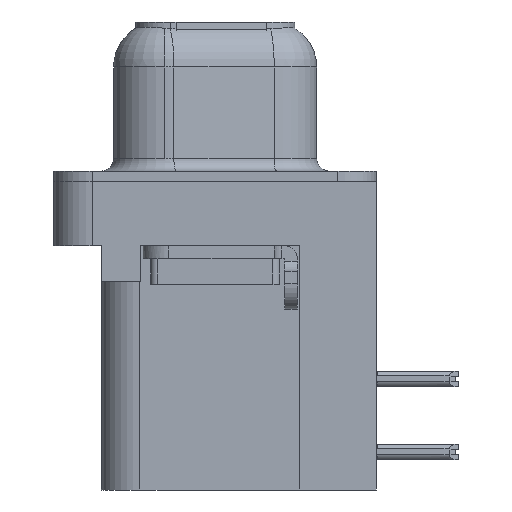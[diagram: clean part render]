
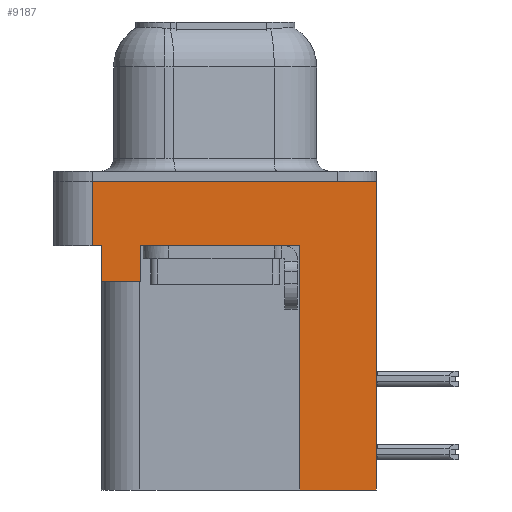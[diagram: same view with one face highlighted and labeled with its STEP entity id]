
A CAD part, left-side view. The second image highlights one B-rep face of the part: STEP entity #9187.
In plain terms, the highlighted planar face has unit normal (-1, 0, 0).
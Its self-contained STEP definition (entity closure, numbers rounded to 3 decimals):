
#149 = AXIS2_PLACEMENT_3D ( 'NONE', #13992, #7333, #18907 ) ;
#186 = EDGE_CURVE ( 'NONE', #16216, #19925, #8596, .T. ) ;
#466 = EDGE_CURVE ( 'NONE', #11445, #10917, #2773, .T. ) ;
#864 = EDGE_CURVE ( 'NONE', #10158, #8233, #14305, .T. ) ;
#897 = EDGE_CURVE ( 'NONE', #18385, #10158, #4348, .T. ) ;
#1003 = CARTESIAN_POINT ( 'NONE',  ( -2.91, -6.275, -2.5 ) ) ;
#1052 = CARTESIAN_POINT ( 'NONE',  ( -2.91, 4.775, -2.5 ) ) ;
#1173 = EDGE_CURVE ( 'NONE', #18385, #6092, #13049, .T. ) ;
#1397 = ORIENTED_EDGE ( 'NONE', *, *, #6269, .T. ) ;
#1457 = LINE ( 'NONE', #7384, #1981 ) ;
#1981 = VECTOR ( 'NONE', #17318, 1000. ) ;
#2075 = DIRECTION ( 'NONE',  ( 0., 0., 1. ) ) ;
#2394 = DIRECTION ( 'NONE',  ( 0., -1., 0. ) ) ;
#2451 = LINE ( 'NONE', #10817, #15812 ) ;
#2722 = ORIENTED_EDGE ( 'NONE', *, *, #9528, .T. ) ;
#2773 = LINE ( 'NONE', #4230, #6741 ) ;
#3337 = DIRECTION ( 'NONE',  ( 0., -1., 0. ) ) ;
#4002 = EDGE_CURVE ( 'NONE', #10593, #11445, #1457, .T. ) ;
#4230 = CARTESIAN_POINT ( 'NONE',  ( -2.91, 4.425, -3.9 ) ) ;
#4348 = LINE ( 'NONE', #20503, #12802 ) ;
#4891 = VECTOR ( 'NONE', #7603, 1000. ) ;
#5251 = CARTESIAN_POINT ( 'NONE',  ( -2.91, 4.775, -2.5 ) ) ;
#5331 = CARTESIAN_POINT ( 'NONE',  ( -2.91, -3.295, -12. ) ) ;
#5486 = CARTESIAN_POINT ( 'NONE',  ( -2.91, 2.895, -3.9 ) ) ;
#5620 = DIRECTION ( 'NONE',  ( 0., 1., 0. ) ) ;
#6092 = VERTEX_POINT ( 'NONE', #13662 ) ;
#6269 = EDGE_CURVE ( 'NONE', #16216, #10917, #2451, .T. ) ;
#6685 = CARTESIAN_POINT ( 'NONE',  ( -2.91, -6.275, -12. ) ) ;
#6741 = VECTOR ( 'NONE', #20084, 1000. ) ;
#7333 = DIRECTION ( 'NONE',  ( -1., 0., 0. ) ) ;
#7384 = CARTESIAN_POINT ( 'NONE',  ( -2.91, 4.425, -3.9 ) ) ;
#7603 = DIRECTION ( 'NONE',  ( 0., 0., 1. ) ) ;
#7803 = VECTOR ( 'NONE', #2075, 1000. ) ;
#8000 = CARTESIAN_POINT ( 'NONE',  ( -2.91, 4.775, 0. ) ) ;
#8233 = VERTEX_POINT ( 'NONE', #15053 ) ;
#8554 = VECTOR ( 'NONE', #10828, 1000. ) ;
#8596 = LINE ( 'NONE', #1052, #16886 ) ;
#9187 = ADVANCED_FACE ( 'NONE', ( #18428 ), #17265, .T. ) ;
#9528 = EDGE_CURVE ( 'NONE', #10593, #10520, #20955, .T. ) ;
#10124 = DIRECTION ( 'NONE',  ( 0., -1., 0. ) ) ;
#10158 = VERTEX_POINT ( 'NONE', #5331 ) ;
#10520 = VERTEX_POINT ( 'NONE', #15158 ) ;
#10593 = VERTEX_POINT ( 'NONE', #13563 ) ;
#10817 = CARTESIAN_POINT ( 'NONE',  ( -2.91, -6.275, -2.5 ) ) ;
#10828 = DIRECTION ( 'NONE',  ( 0., 0., 1. ) ) ;
#10917 = VERTEX_POINT ( 'NONE', #17952 ) ;
#11445 = VERTEX_POINT ( 'NONE', #11923 ) ;
#11757 = CARTESIAN_POINT ( 'NONE',  ( -2.91, -6.275, -2.5 ) ) ;
#11923 = CARTESIAN_POINT ( 'NONE',  ( -2.91, 4.425, -3.9 ) ) ;
#12222 = EDGE_CURVE ( 'NONE', #19925, #6092, #12757, .T. ) ;
#12423 = ORIENTED_EDGE ( 'NONE', *, *, #466, .F. ) ;
#12593 = LINE ( 'NONE', #11757, #20222 ) ;
#12757 = LINE ( 'NONE', #15059, #17053 ) ;
#12802 = VECTOR ( 'NONE', #5620, 1000. ) ;
#13049 = LINE ( 'NONE', #1003, #8554 ) ;
#13563 = CARTESIAN_POINT ( 'NONE',  ( -2.91, 2.895, -3.9 ) ) ;
#13662 = CARTESIAN_POINT ( 'NONE',  ( -2.91, -6.275, 0. ) ) ;
#13841 = ORIENTED_EDGE ( 'NONE', *, *, #4002, .F. ) ;
#13992 = CARTESIAN_POINT ( 'NONE',  ( -2.91, -6.275, -2.5 ) ) ;
#14305 = LINE ( 'NONE', #19091, #4891 ) ;
#14480 = DIRECTION ( 'NONE',  ( 0., 0., 1. ) ) ;
#14623 = ORIENTED_EDGE ( 'NONE', *, *, #12222, .F. ) ;
#15053 = CARTESIAN_POINT ( 'NONE',  ( -2.91, -3.295, -2.5 ) ) ;
#15059 = CARTESIAN_POINT ( 'NONE',  ( -2.91, -6.275, 0. ) ) ;
#15158 = CARTESIAN_POINT ( 'NONE',  ( -2.91, 2.895, -2.5 ) ) ;
#15165 = ORIENTED_EDGE ( 'NONE', *, *, #1173, .T. ) ;
#15812 = VECTOR ( 'NONE', #2394, 1000. ) ;
#16216 = VERTEX_POINT ( 'NONE', #5251 ) ;
#16333 = ORIENTED_EDGE ( 'NONE', *, *, #897, .F. ) ;
#16810 = ORIENTED_EDGE ( 'NONE', *, *, #864, .F. ) ;
#16886 = VECTOR ( 'NONE', #14480, 1000. ) ;
#17053 = VECTOR ( 'NONE', #3337, 1000. ) ;
#17265 = PLANE ( 'NONE',  #149 ) ;
#17318 = DIRECTION ( 'NONE',  ( 0., 1., 0. ) ) ;
#17662 = ORIENTED_EDGE ( 'NONE', *, *, #20655, .T. ) ;
#17952 = CARTESIAN_POINT ( 'NONE',  ( -2.91, 4.425, -2.5 ) ) ;
#18385 = VERTEX_POINT ( 'NONE', #6685 ) ;
#18428 = FACE_OUTER_BOUND ( 'NONE', #19709, .T. ) ;
#18907 = DIRECTION ( 'NONE',  ( 0., 0., 1. ) ) ;
#19091 = CARTESIAN_POINT ( 'NONE',  ( -2.91, -3.295, -12. ) ) ;
#19709 = EDGE_LOOP ( 'NONE', ( #14623, #21541, #1397, #12423, #13841, #2722, #17662, #16810, #16333, #15165 ) ) ;
#19925 = VERTEX_POINT ( 'NONE', #8000 ) ;
#20084 = DIRECTION ( 'NONE',  ( 0., 0., 1. ) ) ;
#20222 = VECTOR ( 'NONE', #10124, 1000. ) ;
#20503 = CARTESIAN_POINT ( 'NONE',  ( -2.91, -3.295, -12. ) ) ;
#20655 = EDGE_CURVE ( 'NONE', #10520, #8233, #12593, .T. ) ;
#20955 = LINE ( 'NONE', #5486, #7803 ) ;
#21541 = ORIENTED_EDGE ( 'NONE', *, *, #186, .F. ) ;
